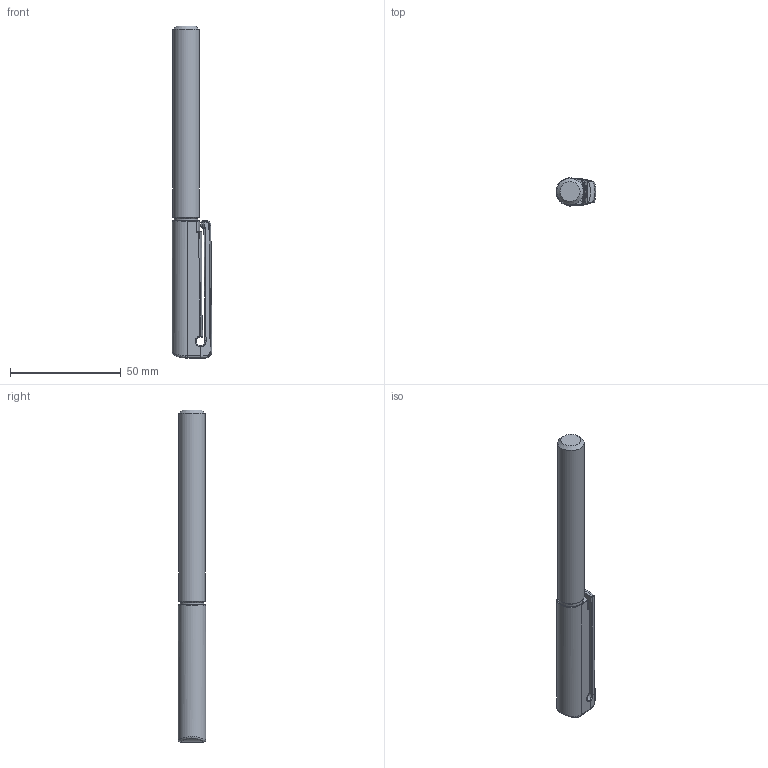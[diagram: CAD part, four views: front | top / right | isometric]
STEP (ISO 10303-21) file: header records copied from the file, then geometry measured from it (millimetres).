
FILE_DESCRIPTION(/* description */ (''),/* implementation_level */ '2;1');
FILE_NAME(/* name */ 'C3D_FG_0306_146_7.stp',/* time_stamp */ '2016-06-23T11:54:20+02:00',/* author */ (''),/* organization */ (''),/* preprocessor_version */ 'ST-DEVELOPER v15',/* originating_system */ 'SIEMENS PLM Software NX 9.0',/* authorisation */ '');
FILE_SCHEMA (('CONFIG_CONTROL_DESIGN'));
Length unit declared in the file: millimetre
Products named in the file (1): fg 0306 146 7nxm001-01
Bounding box: 17.97 x 12.6 x 150 mm (x, y, z)
Volume: 17658.1 mm3; surface area: 10844.5 mm2
Topology: 2 solids, 2 shells, 121 faces, 299 edges, 178 vertices
Faces by surface type: cylinder 40, bspline 33, plane 23, torus 14, cone 7, sphere 4
Full cylindrical faces by diameter (mm): 6 x1, 10.7 x1, 12 x1
Entity records: 4508 total; most frequent: CARTESIAN_POINT 1867, ORIENTED_EDGE 556, DIRECTION 496, EDGE_CURVE 278, AXIS2_PLACEMENT_3D 209, VERTEX_POINT 173, EDGE_LOOP 133, ADVANCED_FACE 121
